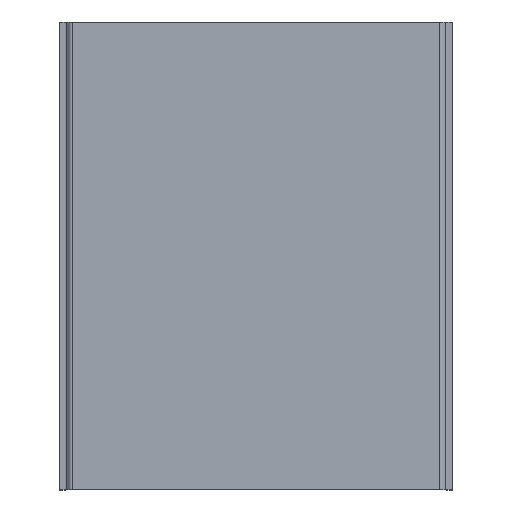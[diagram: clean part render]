
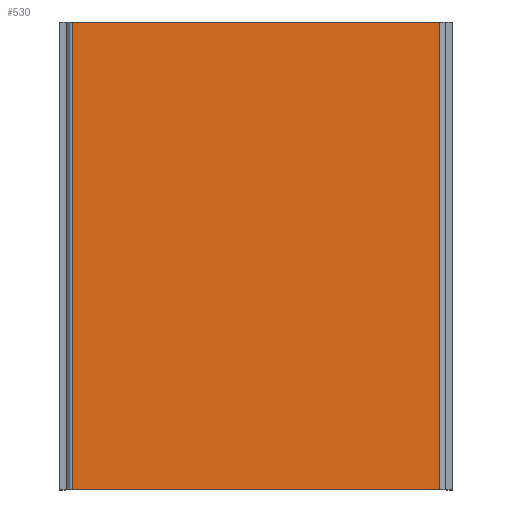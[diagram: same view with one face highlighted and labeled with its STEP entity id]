
A CAD part, top view. The second image highlights one B-rep face of the part: STEP entity #530.
In plain terms, the highlighted planar face has unit normal (0, 0, 1).
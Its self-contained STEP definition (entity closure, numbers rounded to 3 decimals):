
#330=CARTESIAN_POINT('',(85.672,109.0,1.0));
#331=VERTEX_POINT('',#330);
#339=CARTESIAN_POINT('',(85.672,-109.0,1.0));
#340=VERTEX_POINT('',#339);
#341=CARTESIAN_POINT('',(85.672,-109.0,1.0));
#342=DIRECTION('',(0.0,1.0,0.0));
#343=VECTOR('',#342,218.0);
#344=LINE('',#341,#343);
#345=EDGE_CURVE('',#340,#331,#344,.T.);
#500=CARTESIAN_POINT('',(0.0,0.,1.0));
#501=DIRECTION('',(0.0,0.0,1.0));
#502=DIRECTION('',(1.0,0.0,0.0));
#503=AXIS2_PLACEMENT_3D('',#500,#501,#502);
#504=PLANE('',#503);
#505=ORIENTED_EDGE('',*,*,#345,.T.);
#506=CARTESIAN_POINT('',(-85.672,109.0,1.0));
#507=VERTEX_POINT('',#506);
#508=CARTESIAN_POINT('',(-85.672,109.0,1.0));
#509=DIRECTION('',(1.0,0.0,0.0));
#510=VECTOR('',#509,171.343);
#511=LINE('',#508,#510);
#512=EDGE_CURVE('',#507,#331,#511,.T.);
#513=ORIENTED_EDGE('',*,*,#512,.F.);
#514=CARTESIAN_POINT('',(-85.672,-109.0,1.0));
#515=VERTEX_POINT('',#514);
#516=CARTESIAN_POINT('',(-85.672,109.0,1.0));
#517=DIRECTION('',(0.0,-1.0,0.0));
#518=VECTOR('',#517,218.0);
#519=LINE('',#516,#518);
#520=EDGE_CURVE('',#507,#515,#519,.T.);
#521=ORIENTED_EDGE('',*,*,#520,.T.);
#522=CARTESIAN_POINT('',(85.672,-109.0,1.0));
#523=DIRECTION('',(-1.0,0.0,0.0));
#524=VECTOR('',#523,171.343);
#525=LINE('',#522,#524);
#526=EDGE_CURVE('',#340,#515,#525,.T.);
#527=ORIENTED_EDGE('',*,*,#526,.F.);
#528=EDGE_LOOP('',(#505,#513,#521,#527));
#529=FACE_OUTER_BOUND('',#528,.T.);
#530=ADVANCED_FACE('',(#529),#504,.T.);
